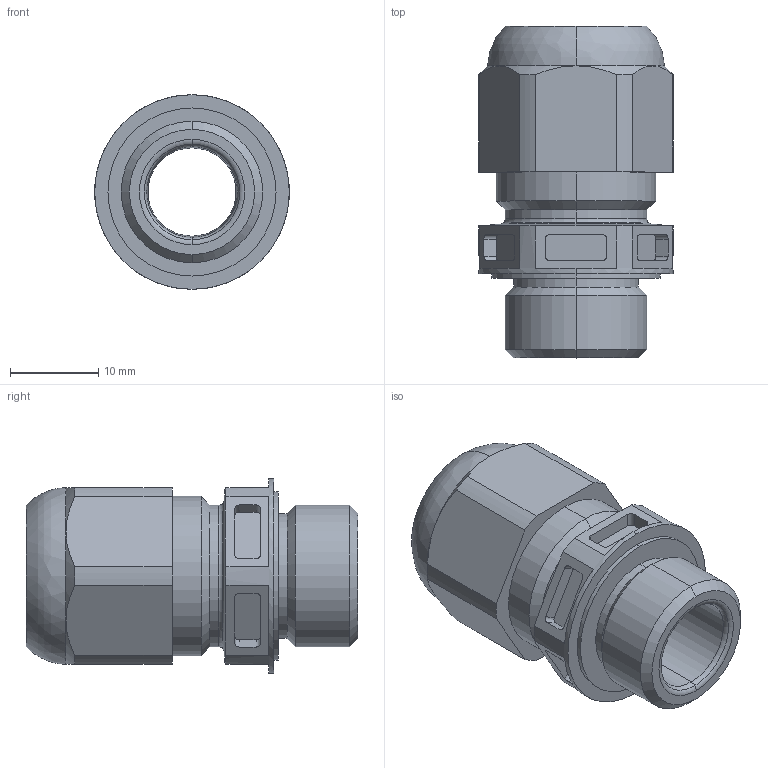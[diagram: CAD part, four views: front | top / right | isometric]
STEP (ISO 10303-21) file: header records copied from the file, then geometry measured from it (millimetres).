
FILE_DESCRIPTION((''),'2;1');
FILE_NAME('ESKV16','2018-01-09T',('FIMABER1'),(''),'CREO PARAMETRIC BY PTC INC, 2017170','CREO PARAMETRIC BY PTC INC, 2017170','');
FILE_SCHEMA(('CONFIG_CONTROL_DESIGN'));
Length unit declared in the file: millimetre
Products named in the file (1): ESKV16
Bounding box: 22 x 37.5 x 22 mm (x, y, z)
Volume: 7041.4 mm3; surface area: 5327.4 mm2
Topology: 1 solids, 1 shells, 144 faces, 348 edges, 216 vertices
Faces by surface type: plane 54, cylinder 48, cone 24, torus 16, bspline 2
Entity records: 4458 total; most frequent: CARTESIAN_POINT 948, DIRECTION 772, ORIENTED_EDGE 696, EDGE_CURVE 348, AXIS2_PLACEMENT_3D 302, VERTEX_POINT 216, VECTOR 168, LINE 168
